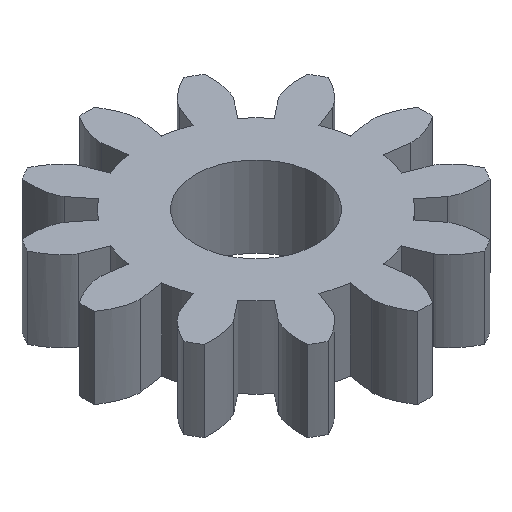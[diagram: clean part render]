
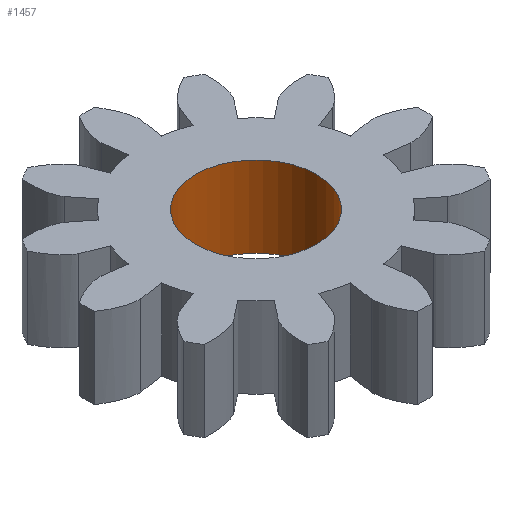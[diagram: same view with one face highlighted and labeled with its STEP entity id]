
A CAD part, isometric view. The second image highlights one B-rep face of the part: STEP entity #1457.
In plain terms, the highlighted cylindrical face has radius 0.75 mm (diameter 1.5 mm), a full revolution.
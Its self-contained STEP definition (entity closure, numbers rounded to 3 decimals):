
#17=FACE_BOUND('',#316,.T.);
#43=CIRCLE('',#1490,0.75);
#67=CIRCLE('',#1559,0.75);
#91=CYLINDRICAL_SURFACE('',#1560,0.75);
#238=FACE_OUTER_BOUND('',#315,.T.);
#315=EDGE_LOOP('',(#1352));
#316=EDGE_LOOP('',(#1353));
#636=VERTEX_POINT('',#4276);
#703=VERTEX_POINT('',#9450);
#787=EDGE_CURVE('',#636,#636,#43,.T.);
#921=EDGE_CURVE('',#703,#703,#67,.T.);
#1352=ORIENTED_EDGE('',*,*,#921,.F.);
#1353=ORIENTED_EDGE('',*,*,#787,.T.);
#1457=ADVANCED_FACE('',(#238,#17),#91,.F.);
#1490=AXIS2_PLACEMENT_3D('',#4277,#1654,#1655);
#1559=AXIS2_PLACEMENT_3D('',#9451,#1880,#1881);
#1560=AXIS2_PLACEMENT_3D('',#9452,#1882,#1883);
#1654=DIRECTION('center_axis',(0.,0.,-1.));
#1655=DIRECTION('ref_axis',(1.,0.,0.));
#1880=DIRECTION('center_axis',(0.,0.,-1.));
#1881=DIRECTION('ref_axis',(1.,0.,0.));
#1882=DIRECTION('center_axis',(0.,0.,1.));
#1883=DIRECTION('ref_axis',(1.,0.,0.));
#4276=CARTESIAN_POINT('',(-0.75,0.,0.));
#4277=CARTESIAN_POINT('Origin',(0.,0.,0.));
#9450=CARTESIAN_POINT('',(-0.75,0.,1.));
#9451=CARTESIAN_POINT('Origin',(0.,0.,1.));
#9452=CARTESIAN_POINT('Origin',(0.,0.,0.));
